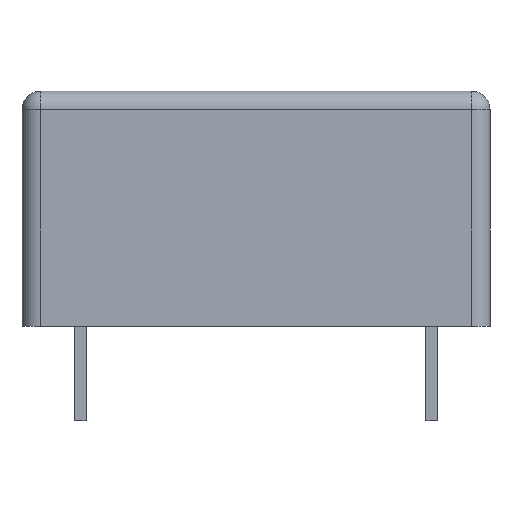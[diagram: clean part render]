
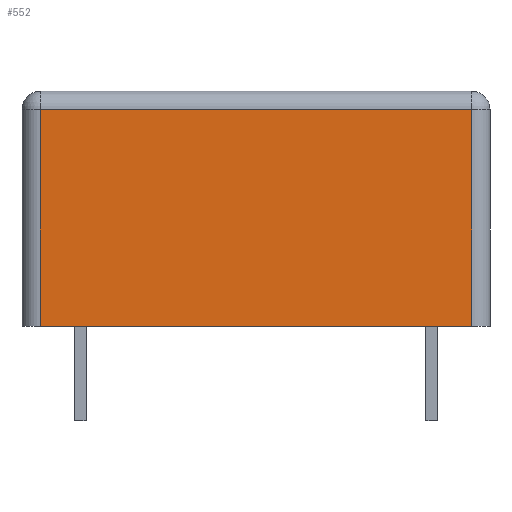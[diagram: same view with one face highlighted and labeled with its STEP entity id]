
A CAD part, left-side view. The second image highlights one B-rep face of the part: STEP entity #552.
In plain terms, the highlighted planar face has unit normal (-1, 0, 0).
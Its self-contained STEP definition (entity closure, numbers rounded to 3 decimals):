
#552 = ADVANCED_FACE( '', ( #1193 ), #1194, .F. );
#1193 = FACE_OUTER_BOUND( '', #1904, .T. );
#1194 = PLANE( '', #1905 );
#1904 = EDGE_LOOP( '', ( #3942, #3943, #3944, #3945 ) );
#1905 = AXIS2_PLACEMENT_3D( '', #3946, #3947, #3948 );
#3942 = ORIENTED_EDGE( '', *, *, #5056, .T. );
#3943 = ORIENTED_EDGE( '', *, *, #5124, .T. );
#3944 = ORIENTED_EDGE( '', *, *, #4746, .T. );
#3945 = ORIENTED_EDGE( '', *, *, #5125, .T. );
#3946 = CARTESIAN_POINT( '', ( -16., 10.15, 5.1 ) );
#3947 = DIRECTION( '', ( 1., 0., 0. ) );
#3948 = DIRECTION( '', ( 0., 0., -1. ) );
#4746 = EDGE_CURVE( '', #5669, #5667, #5670, .F. );
#5056 = EDGE_CURVE( '', #6115, #6113, #6116, .T. );
#5124 = EDGE_CURVE( '', #6113, #5669, #6192, .F. );
#5125 = EDGE_CURVE( '', #5667, #6115, #6193, .T. );
#5667 = VERTEX_POINT( '', #7320 );
#5669 = VERTEX_POINT( '', #7322 );
#5670 = LINE( '', #7323, #7324 );
#6113 = VERTEX_POINT( '', #8765 );
#6115 = VERTEX_POINT( '', #8767 );
#6116 = LINE( '', #8768, #8769 );
#6192 = LINE( '', #8932, #8933 );
#6193 = LINE( '', #8934, #8935 );
#7320 = CARTESIAN_POINT( '', ( -16., 9.35, 4.3 ) );
#7322 = CARTESIAN_POINT( '', ( -16., -9.35, 4.3 ) );
#7323 = CARTESIAN_POINT( '', ( -16., 10.15, 4.3 ) );
#7324 = VECTOR( '', #9155, 1000. );
#8765 = CARTESIAN_POINT( '', ( -16., -9.35, -5.1 ) );
#8767 = CARTESIAN_POINT( '', ( -16., 9.35, -5.1 ) );
#8768 = CARTESIAN_POINT( '', ( -16., 10.15, -5.1 ) );
#8769 = VECTOR( '', #9289, 1000. );
#8932 = CARTESIAN_POINT( '', ( -16., -9.35, 5.1 ) );
#8933 = VECTOR( '', #9322, 1000. );
#8934 = CARTESIAN_POINT( '', ( -16., 9.35, 5.1 ) );
#8935 = VECTOR( '', #9323, 1000. );
#9155 = DIRECTION( '', ( 0., -1., 0. ) );
#9289 = DIRECTION( '', ( 0., -1., 0. ) );
#9322 = DIRECTION( '', ( 0., 0., -1. ) );
#9323 = DIRECTION( '', ( 0., 0., -1. ) );
